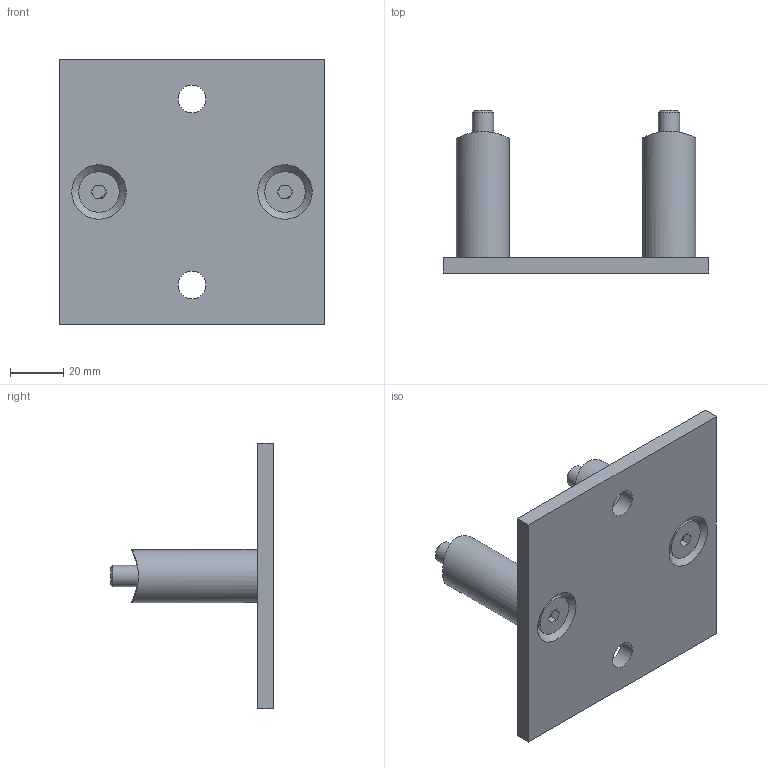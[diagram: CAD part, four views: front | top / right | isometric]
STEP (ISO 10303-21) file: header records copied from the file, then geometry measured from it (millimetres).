
FILE_DESCRIPTION(/* description */ (''),/* implementation_level */ '2;1');
FILE_NAME(/* name */ '41171.iam.step',/* time_stamp */ '2022-07-18T13:01:08+02:00',/* author */ ('Abt. Technik'),/* organization */ (''),/* preprocessor_version */ 'ST-DEVELOPER v18.1',/* originating_system */ 'Autodesk Inventor 2022',/* authorisation */ '');
FILE_SCHEMA (('AUTOMOTIVE_DESIGN { 1 0 10303 214 3 1 1 }'));
Length unit declared in the file: millimetre
Products named in the file (4): 41171; 41172; 41141; DIN 7991 - M8  x  60
Assembly tree (5 placements, depth 2):
  41171
    41172
    41141  x2
    DIN 7991 - M8  x  60  x2
Bounding box: 100 x 61.29 x 100 mm (x, y, z)
Volume: 68885.4 mm3; surface area: 37465.8 mm2
Topology: 5 solids, 5 shells, 50 faces, 112 edges, 74 vertices
Faces by surface type: plane 26, cylinder 16, cone 8
Full cylindrical faces by diameter (mm): 8 x2, 10.5 x4, 15.24 x2, 18 x2, 20 x2, 20.5 x2
Entity records: 1151 total; most frequent: CARTESIAN_POINT 244, DIRECTION 167, ORIENTED_EDGE 144, EDGE_CURVE 72, AXIS2_PLACEMENT_3D 64, VERTEX_POINT 48, EDGE_LOOP 46, LINE 39
